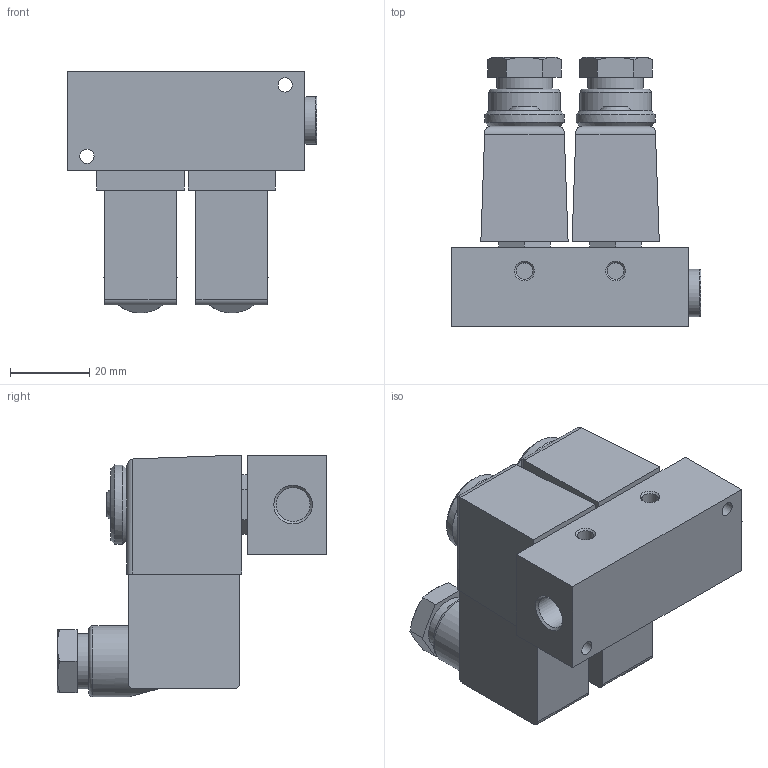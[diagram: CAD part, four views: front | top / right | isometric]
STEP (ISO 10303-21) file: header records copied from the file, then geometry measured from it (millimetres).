
FILE_DESCRIPTION(/* description */ ('STEP AP214'),/* implementation_level */ '2;1');
FILE_NAME(/* name */ '4522_BMFH-2-3-M5',/* time_stamp */ '2024-08-05T15:43:18+02:00',/* author */ ('License CC BY-ND 4.0'),/* organization */ ('CADENAS'),/* preprocessor_version */ 'ST-DEVELOPER v19.3',/* originating_system */ 'PARTsolutions',/* authorisation */ ' ');
FILE_SCHEMA (('AUTOMOTIVE_DESIGN {1 0 10303 214 3 1 1}'));
Length unit declared in the file: millimetre
Products named in the file (1): 4522 BMFH-2-3-M5
Bounding box: 63 x 68 x 61 mm (x, y, z)
Volume: 101318.3 mm3; surface area: 24769.9 mm2
Topology: 1 solids, 1 shells, 144 faces, 319 edges, 201 vertices
Faces by surface type: plane 86, cylinder 32, cone 23, torus 3
Full cylindrical faces by diameter (mm): 3.5 x2, 3.6 x2, 4.134 x4, 6 x2, 8.566 x1, 12 x3, 14 x2, 18 x2, 20 x2
Entity records: 3806 total; most frequent: CARTESIAN_POINT 729, DIRECTION 634, ORIENTED_EDGE 560, EDGE_CURVE 280, AXIS2_PLACEMENT_3D 241, EDGE_LOOP 206, FACE_BOUND 206, VERTEX_POINT 196
